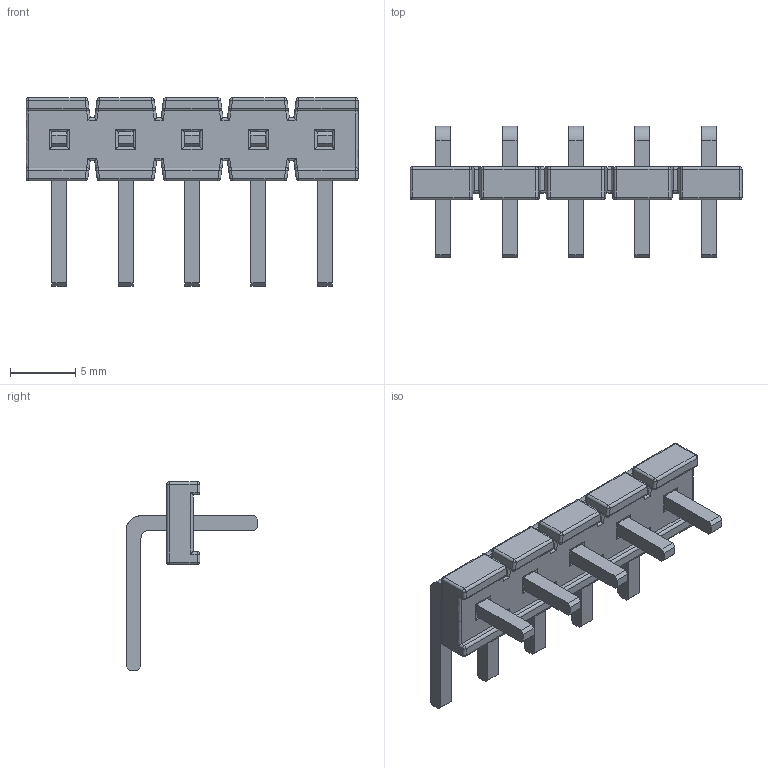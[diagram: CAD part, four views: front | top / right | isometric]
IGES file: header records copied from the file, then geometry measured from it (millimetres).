
Start section: SolidWorks IGES file using analytic representation for surfaces
Global section: file name: HPM-05-02-T-S-RA.IGS; native system: SolidWorks 2014; preprocessor: SolidWorks 2014; author: shane_sorenson; date: 180319.145453; units: millimetre
Bounding box: 25.4 x 10.1 x 14.43 mm (x, y, z)
Surface area: 1071.9 mm2 (no closed solid volume)
Topology: 0 solids, 0 shells, 438 faces, 2772 edges, 2712 vertices
Faces by surface type: revolution 272, bspline 166
